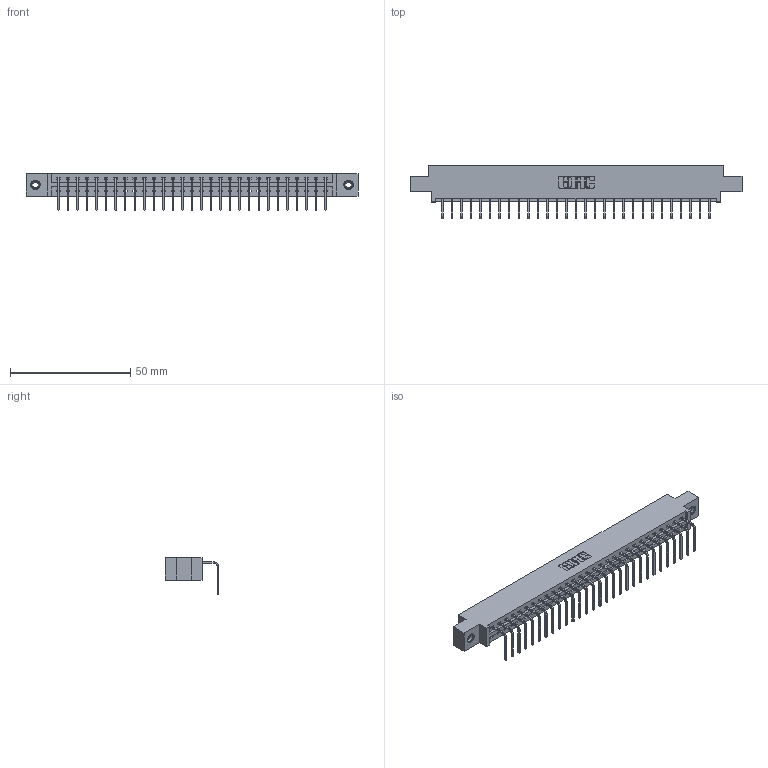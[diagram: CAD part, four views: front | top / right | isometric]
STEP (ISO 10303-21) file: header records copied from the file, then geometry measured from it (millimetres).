
FILE_DESCRIPTION (( 'STEP AP203' ), '1' );
FILE_NAME ('337-029-558-608.STEP', '2018-08-06T14:38:17', ( '' ), ( '' ), 'SwSTEP 2.0', 'SolidWorks 2016', '' );
FILE_SCHEMA (( 'CONFIG_CONTROL_DESIGN' ));
Length unit declared in the file: inch
Products named in the file (4): 337 Part_0.170 Offset - 0.156 Dia-TI; 345-292-001_558 Tail - 2; 345-250-001_345-250-003-102; 337-029-558-608
Assembly tree (32 placements, depth 2):
  337-029-558-608
    337 Part_0.170 Offset - 0.156 Dia-TI
    345-292-001_558 Tail - 2  x29
    345-250-001_345-250-003-102  x2
Bounding box: 137.92 x 22.17 x 15.37 mm (x, y, z)
Volume: 14144.6 mm3; surface area: 15263.9 mm2
Topology: 32 solids, 32 shells, 2034 faces, 6085 edges, 4010 vertices
Faces by surface type: plane 1498, cylinder 520, cone 12, torus 4
Entity records: 24640 total; most frequent: CARTESIAN_POINT 4272, ORIENTED_EDGE 4230, DIRECTION 3655, EDGE_CURVE 2115, VECTOR 1967, LINE 1967, VERTEX_POINT 1404, AXIS2_PLACEMENT_3D 844
